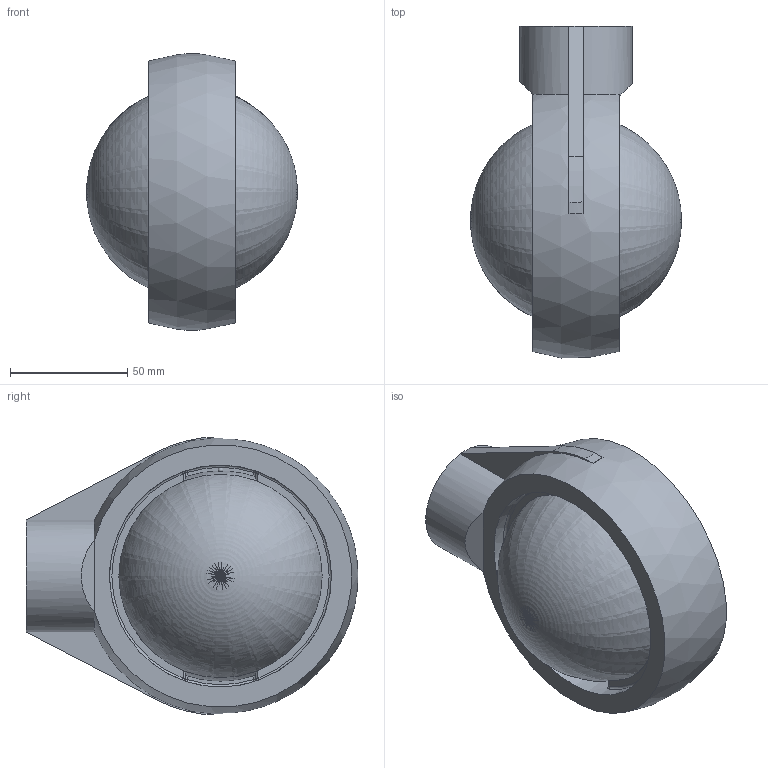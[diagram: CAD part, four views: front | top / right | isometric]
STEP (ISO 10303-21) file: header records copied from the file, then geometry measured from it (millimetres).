
FILE_DESCRIPTION(/* description */ ('Alibre Inc.'),/* implementation_level */ '2;1');
FILE_NAME(/* name */ 'export-D130E56D-7396-46A4-8510-C0F09427EEE0',/* time_stamp */ '2020-05-19T15:18:55-07:00',/* author */ (''),/* organization */ (''),/* preprocessor_version */ 'ST-DEVELOPER v17',/* originating_system */ 'Alibre',/* authorisation */ '');
FILE_SCHEMA (('CONFIG_CONTROL_DESIGN'));
Length unit declared in the file: inch
Bounding box: 89.99 x 141.67 x 118 mm (x, y, z)
Volume: 273477.9 mm3; surface area: 178305.3 mm2
Topology: 17 solids, 18 shells, 130 faces, 309 edges, 192 vertices
Faces by surface type: plane 49, cylinder 37, sphere 17, torus 13, cone 10, bspline 4
Full cylindrical faces by diameter (mm): 8.382 x4, 25.4 x1, 50 x1, 61.722 x4, 62.23 x2, 81.28 x4, 92.741 x1, 94.741 x1, 100.1 x1
Entity records: 4302 total; most frequent: CARTESIAN_POINT 1291, DIRECTION 455, ORIENTED_EDGE 396, AXIS2_PLACEMENT_3D 218, EDGE_CURVE 198, FACE_BOUND 173, EDGE_LOOP 162, VERTEX_POINT 153
